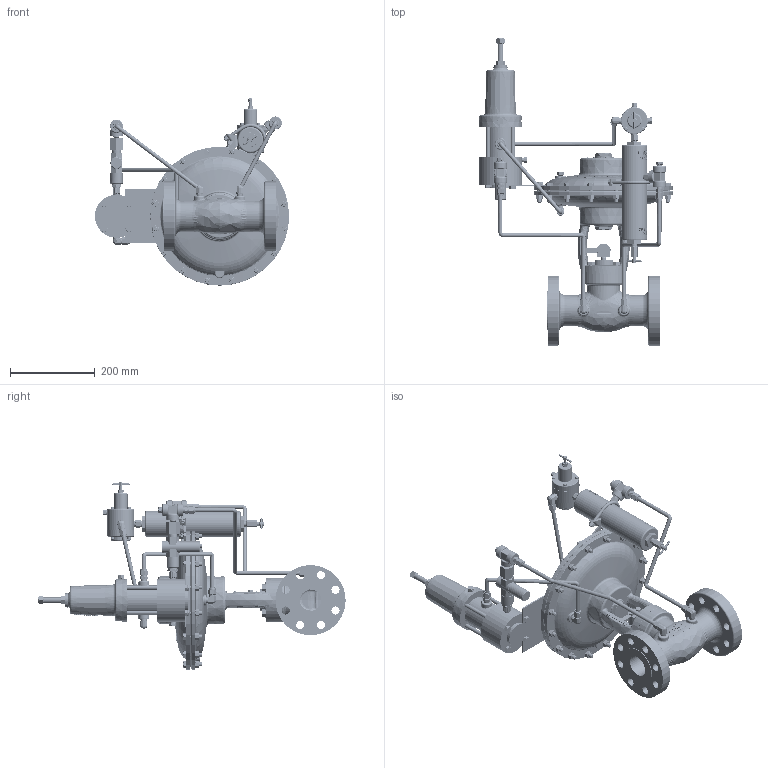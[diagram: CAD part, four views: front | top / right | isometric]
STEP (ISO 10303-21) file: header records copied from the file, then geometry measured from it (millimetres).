
FILE_DESCRIPTION (( 'STEP AP203' ), '1' );
FILE_NAME ('2 INCH HPMV PO 300RF (75HPPR).STEP', '2018-04-05T14:57:44', ( '' ), ( '' ), 'SwSTEP 2.0', 'SolidWorks 2016', '' );
FILE_SCHEMA (( 'CONFIG_CONTROL_DESIGN' ));
Length unit declared in the file: inch
Products named in the file (1): 2 INCH HPMV PO 300RF (75HPPR)
Bounding box: 457.25 x 723.28 x 440.81 mm (x, y, z)
Volume: 9344359.9 mm3; surface area: 1469005.4 mm2
Topology: 139 solids, 139 shells, 6375 faces, 15440 edges, 9619 vertices
Faces by surface type: plane 2577, bspline 1338, cone 1150, cylinder 914, torus 317, sphere 79
Entity records: 295391 total; most frequent: CARTESIAN_POINT 159215, ORIENTED_EDGE 30738, DIRECTION 24117, EDGE_CURVE 15369, VERTEX_POINT 9617, AXIS2_PLACEMENT_3D 9104, EDGE_LOOP 6768, FACE_OUTER_BOUND 6375
